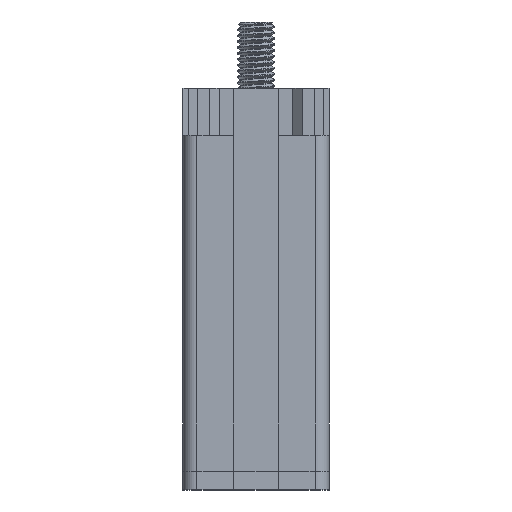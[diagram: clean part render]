
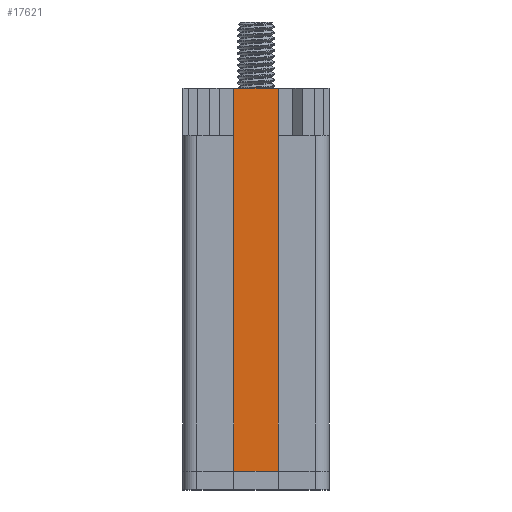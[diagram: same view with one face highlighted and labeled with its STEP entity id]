
A CAD part, front view. The second image highlights one B-rep face of the part: STEP entity #17621.
In plain terms, the highlighted planar face has unit normal (0, -1, 0).
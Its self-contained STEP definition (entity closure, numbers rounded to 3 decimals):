
#1647=PLANE('',#19280);
#2564=FACE_OUTER_BOUND('',#3499,.T.);
#3499=EDGE_LOOP('',(#16233,#16234,#16235,#16236,#16237,#16238));
#4683=LINE('',#37360,#6033);
#4765=LINE('',#37526,#6115);
#4823=LINE('',#37642,#6173);
#4824=LINE('',#37644,#6174);
#4825=LINE('',#37646,#6175);
#4826=LINE('',#37647,#6176);
#6033=VECTOR('',#23575,10.);
#6115=VECTOR('',#23693,10.);
#6173=VECTOR('',#23797,10.);
#6174=VECTOR('',#23798,10.);
#6175=VECTOR('',#23799,10.);
#6176=VECTOR('',#23800,10.);
#8283=VERTEX_POINT('',#37356);
#8285=VERTEX_POINT('',#37359);
#8351=VERTEX_POINT('',#37525);
#8386=VERTEX_POINT('',#37641);
#8387=VERTEX_POINT('',#37643);
#8388=VERTEX_POINT('',#37645);
#10889=EDGE_CURVE('',#8285,#8283,#4683,.T.);
#10971=EDGE_CURVE('',#8285,#8351,#4765,.T.);
#11029=EDGE_CURVE('',#8283,#8386,#4823,.T.);
#11030=EDGE_CURVE('',#8386,#8387,#4824,.T.);
#11031=EDGE_CURVE('',#8388,#8387,#4825,.T.);
#11032=EDGE_CURVE('',#8351,#8388,#4826,.T.);
#16233=ORIENTED_EDGE('',*,*,#10889,.T.);
#16234=ORIENTED_EDGE('',*,*,#11029,.T.);
#16235=ORIENTED_EDGE('',*,*,#11030,.T.);
#16236=ORIENTED_EDGE('',*,*,#11031,.F.);
#16237=ORIENTED_EDGE('',*,*,#11032,.F.);
#16238=ORIENTED_EDGE('',*,*,#10971,.F.);
#17621=ADVANCED_FACE('',(#2564),#1647,.T.);
#19280=AXIS2_PLACEMENT_3D('',#37640,#23795,#23796);
#23575=DIRECTION('',(-1.,0.,0.));
#23693=DIRECTION('',(0.,0.,-1.));
#23795=DIRECTION('center_axis',(0.,-1.,0.));
#23796=DIRECTION('ref_axis',(-1.,0.,0.));
#23797=DIRECTION('',(0.,0.,-1.));
#23798=DIRECTION('',(0.,0.,-1.));
#23799=DIRECTION('',(-1.,0.,0.));
#23800=DIRECTION('',(0.,0.,-1.));
#37356=CARTESIAN_POINT('',(230.25,-282.95,-96.));
#37359=CARTESIAN_POINT('',(239.75,-282.95,-96.));
#37360=CARTESIAN_POINT('',(237.375,-282.95,-96.));
#37525=CARTESIAN_POINT('',(239.75,-282.95,-106.));
#37526=CARTESIAN_POINT('',(239.75,-282.95,-71.));
#37640=CARTESIAN_POINT('Origin',(239.75,-282.95,-106.));
#37641=CARTESIAN_POINT('',(230.25,-282.95,-106.));
#37642=CARTESIAN_POINT('',(230.25,-282.95,-71.));
#37643=CARTESIAN_POINT('',(230.25,-282.95,-177.));
#37644=CARTESIAN_POINT('',(230.25,-282.95,-106.));
#37645=CARTESIAN_POINT('',(239.75,-282.95,-177.));
#37646=CARTESIAN_POINT('',(230.25,-282.95,-177.));
#37647=CARTESIAN_POINT('',(239.75,-282.95,-106.));
